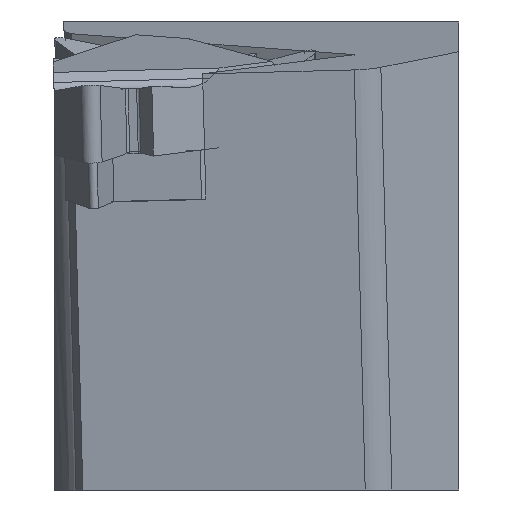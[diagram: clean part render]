
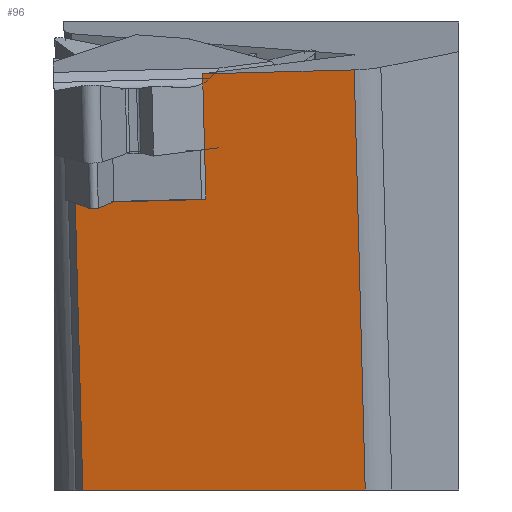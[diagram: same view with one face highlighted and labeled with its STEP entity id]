
A CAD part, left-side view. The second image highlights one B-rep face of the part: STEP entity #96.
In plain terms, the highlighted planar face has unit normal (-0.985, -0.004, -0.174).
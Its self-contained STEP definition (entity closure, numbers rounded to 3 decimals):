
#96=ADVANCED_FACE('',(#209),#161,.F.);
#161=PLANE('',#1304);
#209=FACE_OUTER_BOUND('',#274,.T.);
#274=EDGE_LOOP('',(#386,#387,#388,#389,#390,#391,#392));
#386=ORIENTED_EDGE('',*,*,#863,.T.);
#387=ORIENTED_EDGE('',*,*,#864,.F.);
#388=ORIENTED_EDGE('',*,*,#865,.F.);
#389=ORIENTED_EDGE('',*,*,#866,.T.);
#390=ORIENTED_EDGE('',*,*,#850,.F.);
#391=ORIENTED_EDGE('',*,*,#867,.T.);
#392=ORIENTED_EDGE('',*,*,#868,.T.);
#727=VERTEX_POINT('',#1784);
#728=VERTEX_POINT('',#1786);
#738=VERTEX_POINT('',#1811);
#739=VERTEX_POINT('',#1812);
#740=VERTEX_POINT('',#1814);
#741=VERTEX_POINT('',#1816);
#742=VERTEX_POINT('',#1819);
#850=EDGE_CURVE('',#727,#728,#1029,.T.);
#863=EDGE_CURVE('',#738,#739,#1041,.T.);
#864=EDGE_CURVE('',#740,#739,#1042,.T.);
#865=EDGE_CURVE('',#741,#740,#1043,.T.);
#866=EDGE_CURVE('',#741,#728,#1044,.T.);
#867=EDGE_CURVE('',#727,#742,#1045,.T.);
#868=EDGE_CURVE('',#742,#738,#1046,.T.);
#1029=LINE('',#1785,#1168);
#1041=LINE('',#1810,#1180);
#1042=LINE('',#1813,#1181);
#1043=LINE('',#1815,#1182);
#1044=LINE('',#1817,#1183);
#1045=LINE('',#1818,#1184);
#1046=LINE('',#1820,#1185);
#1168=VECTOR('',#1426,1.);
#1180=VECTOR('',#1444,1.);
#1181=VECTOR('',#1445,1.);
#1182=VECTOR('',#1446,1.);
#1183=VECTOR('',#1447,1.);
#1184=VECTOR('',#1448,1.);
#1185=VECTOR('',#1449,1.);
#1304=AXIS2_PLACEMENT_3D('',#1821,#1450,#1451);
#1426=DIRECTION('',(0.,-1.,0.026));
#1444=DIRECTION('',(0.,1.,-0.026));
#1445=DIRECTION('',(-0.174,0.026,0.984));
#1446=DIRECTION('',(-0.005,1.,0.));
#1447=DIRECTION('',(-0.174,0.026,0.984));
#1448=DIRECTION('',(0.174,-0.026,-0.984));
#1449=DIRECTION('',(0.174,-0.026,-0.984));
#1450=DIRECTION('',(0.985,0.005,0.174));
#1451=DIRECTION('',(0.174,0.,-0.985));
#1784=CARTESIAN_POINT('',(4.853,20.256,0.898));
#1785=CARTESIAN_POINT('',(4.853,30.581,0.627));
#1786=CARTESIAN_POINT('',(4.853,8.269,1.212));
#1810=CARTESIAN_POINT('',(6.598,30.322,-9.266));
#1811=CARTESIAN_POINT('',(6.598,19.997,-8.996));
#1812=CARTESIAN_POINT('',(6.598,30.322,-9.266));
#1813=CARTESIAN_POINT('',(11.747,29.558,-38.456));
#1814=CARTESIAN_POINT('',(10.608,29.727,-32.));
#1815=CARTESIAN_POINT('',(10.609,29.553,-32.));
#1816=CARTESIAN_POINT('',(10.711,7.4,-32.));
#1817=CARTESIAN_POINT('',(11.747,7.246,-37.872));
#1818=CARTESIAN_POINT('',(3.994,20.383,5.771));
#1819=CARTESIAN_POINT('',(5.909,20.099,-5.088));
#1820=CARTESIAN_POINT('',(3.994,20.383,5.771));
#1821=CARTESIAN_POINT('',(11.747,29.558,-38.456));
